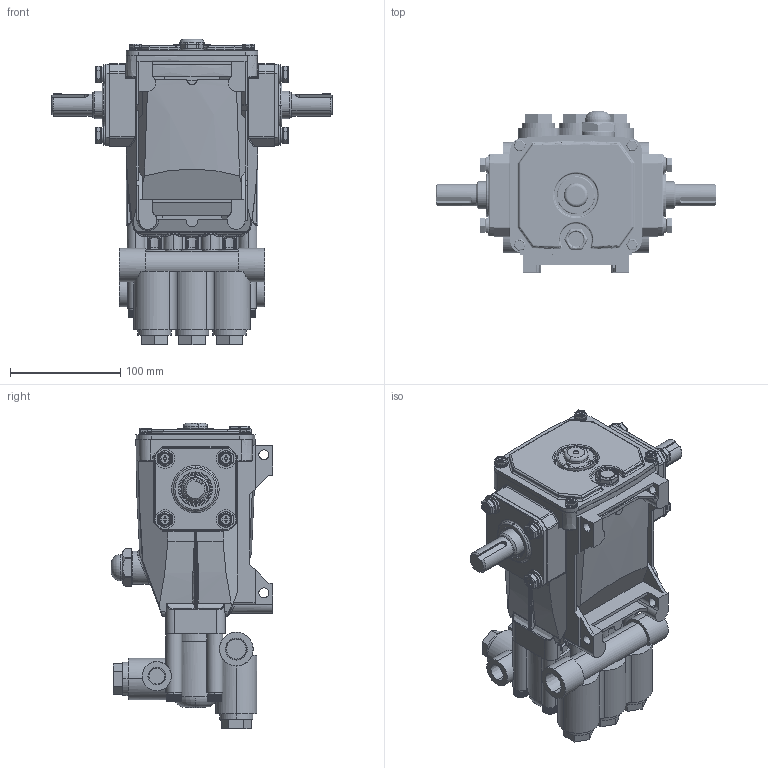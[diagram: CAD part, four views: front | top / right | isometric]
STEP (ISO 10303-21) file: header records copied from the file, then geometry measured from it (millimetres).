
FILE_DESCRIPTION (( 'STEP AP214' ), '1' );
FILE_NAME ('5CP3120.STEP', '2006-09-01T18:26:20', ( ' ' ), ( ' ' ), 'SwSTEP 2.0', 'SolidWorks 2006104', '' );
FILE_SCHEMA (( 'AUTOMOTIVE_DESIGN' ));
Length unit declared in the file: millimetre
Products named in the file (1): 5CP3120
Bounding box: 254 x 146.2 x 276.51 mm (x, y, z)
Volume: 1637792.7 mm3; surface area: 411053.4 mm2
Topology: 22 solids, 36 shells, 4929 faces, 14047 edges, 9122 vertices
Faces by surface type: plane 2793, cylinder 1234, bspline 405, torus 305, cone 173, sphere 19
Entity records: 282488 total; most frequent: CARTESIAN_POINT 106689, ORIENTED_EDGE 27994, DIRECTION 22646, EDGE_CURVE 13997, VERTEX_POINT 9112, AXIS2_PLACEMENT_3D 8131, VECTOR 6384, LINE 6384
